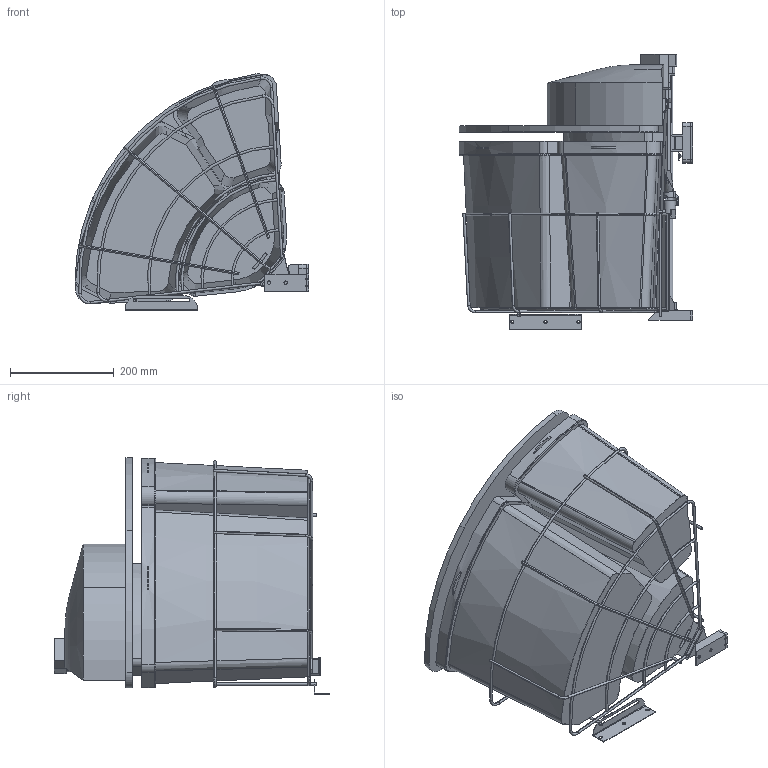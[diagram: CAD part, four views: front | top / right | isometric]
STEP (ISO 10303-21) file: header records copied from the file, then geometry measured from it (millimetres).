
FILE_DESCRIPTION(('STEP AP214'),'1');
FILE_NAME('8013171_V Cabbi 3.STP','2024-08-15T09:22:38',(' '),(' '),'Spatial InterOp 3D',' ',' ');
FILE_SCHEMA(('AUTOMOTIVE_DESIGN { 1 0 10303 214 1 1 1 1 }'));
Length unit declared in the file: millimetre
Products named in the file (1): 3D-Objekt
Bounding box: 450.86 x 530.4 x 455.44 mm (x, y, z)
Volume: 5355473.7 mm3; surface area: 2380899.3 mm2
Topology: 31 solids, 31 shells, 883 faces, 2334 edges, 1522 vertices
Faces by surface type: plane 474, cylinder 294, torus 65, cone 32, bspline 18
Entity records: 30893 total; most frequent: CARTESIAN_POINT 7032, DIRECTION 4699, ORIENTED_EDGE 4660, EDGE_CURVE 2330, AXIS2_PLACEMENT_3D 1649, VERTEX_POINT 1521, LINE 1401, VECTOR 1401
